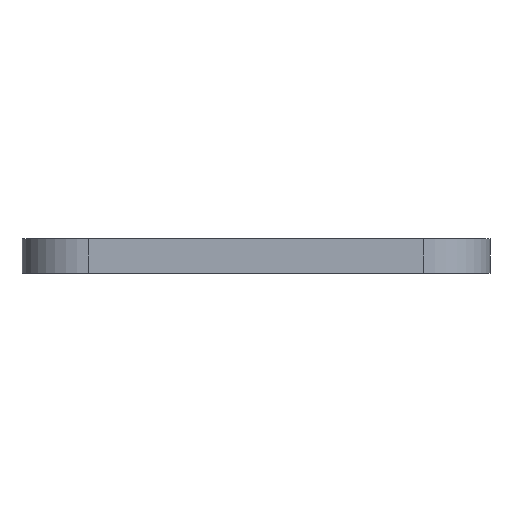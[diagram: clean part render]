
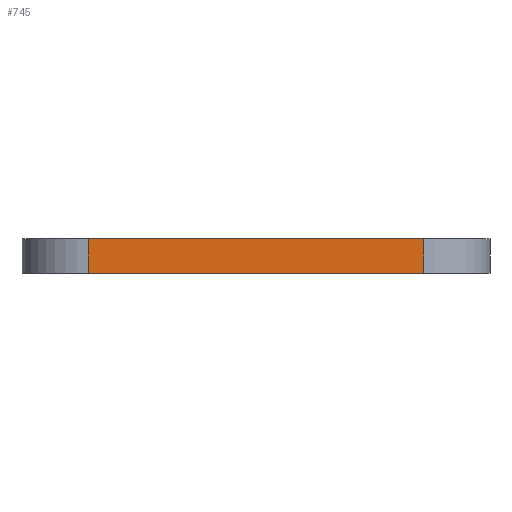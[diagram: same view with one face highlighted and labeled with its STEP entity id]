
A CAD part, left-side view. The second image highlights one B-rep face of the part: STEP entity #745.
In plain terms, the highlighted planar face has unit normal (-1, 0, 0).
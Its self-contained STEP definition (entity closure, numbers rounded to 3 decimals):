
#11 = CARTESIAN_POINT ( 'NONE',  ( -11.113, 7.962, 1.63 ) ) ;
#72 = DIRECTION ( 'NONE',  ( 0., -1., 0. ) ) ;
#101 = EDGE_CURVE ( 'NONE', #532, #867, #175, .T. ) ;
#150 = PLANE ( 'NONE',  #1675 ) ;
#155 = ORIENTED_EDGE ( 'NONE', *, *, #951, .T. ) ;
#175 = LINE ( 'NONE', #1002, #219 ) ;
#187 = CARTESIAN_POINT ( 'NONE',  ( -11.112, -11.112, 1.63 ) ) ;
#219 = VECTOR ( 'NONE', #1632, 1000. ) ;
#283 = EDGE_CURVE ( 'NONE', #304, #1269, #1224, .T. ) ;
#304 = VERTEX_POINT ( 'NONE', #1476 ) ;
#313 = ORIENTED_EDGE ( 'NONE', *, *, #101, .T. ) ;
#402 = CARTESIAN_POINT ( 'NONE',  ( -11.112, -11.112, 1.63 ) ) ;
#433 = CARTESIAN_POINT ( 'NONE',  ( -11.112, -7.962, 0. ) ) ;
#453 = CARTESIAN_POINT ( 'NONE',  ( -11.113, 7.962, 0. ) ) ;
#501 = LINE ( 'NONE', #1333, #783 ) ;
#532 = VERTEX_POINT ( 'NONE', #433 ) ;
#663 = VECTOR ( 'NONE', #1502, 1000. ) ;
#745 = ADVANCED_FACE ( 'NONE', ( #790 ), #150, .F. ) ;
#783 = VECTOR ( 'NONE', #72, 1000. ) ;
#787 = DIRECTION ( 'NONE',  ( 0., 0., -1. ) ) ;
#790 = FACE_OUTER_BOUND ( 'NONE', #1682, .T. ) ;
#867 = VERTEX_POINT ( 'NONE', #1234 ) ;
#935 = DIRECTION ( 'NONE',  ( 1., 0., 0. ) ) ;
#951 = EDGE_CURVE ( 'NONE', #1269, #532, #501, .T. ) ;
#977 = DIRECTION ( 'NONE',  ( 0., 1., 0. ) ) ;
#1002 = CARTESIAN_POINT ( 'NONE',  ( -11.112, -7.962, 1.63 ) ) ;
#1224 = LINE ( 'NONE', #11, #1399 ) ;
#1234 = CARTESIAN_POINT ( 'NONE',  ( -11.112, -7.962, 1.63 ) ) ;
#1269 = VERTEX_POINT ( 'NONE', #453 ) ;
#1288 = ORIENTED_EDGE ( 'NONE', *, *, #283, .T. ) ;
#1333 = CARTESIAN_POINT ( 'NONE',  ( -11.112, -11.112, 0. ) ) ;
#1399 = VECTOR ( 'NONE', #787, 1000. ) ;
#1463 = EDGE_CURVE ( 'NONE', #304, #867, #1562, .T. ) ;
#1476 = CARTESIAN_POINT ( 'NONE',  ( -11.113, 7.962, 1.63 ) ) ;
#1502 = DIRECTION ( 'NONE',  ( 0., -1., 0. ) ) ;
#1535 = ORIENTED_EDGE ( 'NONE', *, *, #1463, .F. ) ;
#1562 = LINE ( 'NONE', #402, #663 ) ;
#1632 = DIRECTION ( 'NONE',  ( 0., 0., 1. ) ) ;
#1675 = AXIS2_PLACEMENT_3D ( 'NONE', #187, #935, #977 ) ;
#1682 = EDGE_LOOP ( 'NONE', ( #155, #313, #1535, #1288 ) ) ;
